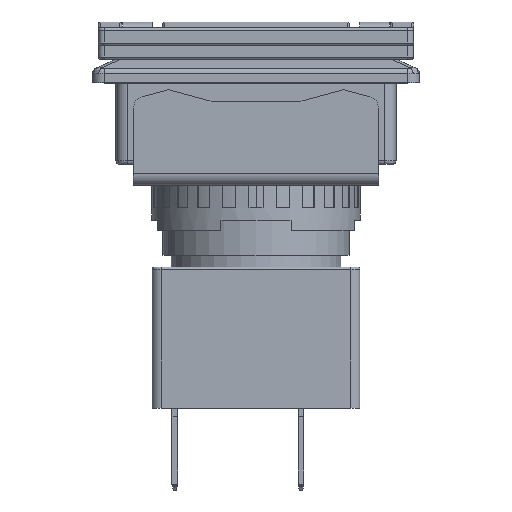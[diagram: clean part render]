
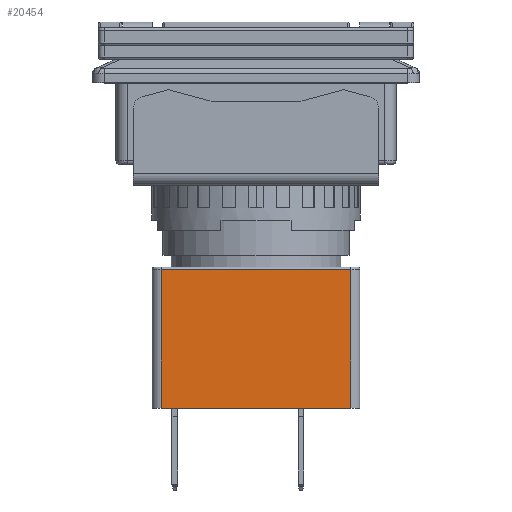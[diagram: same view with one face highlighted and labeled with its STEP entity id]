
A CAD part, front view. The second image highlights one B-rep face of the part: STEP entity #20454.
In plain terms, the highlighted planar face has unit normal (0, -1, 0).
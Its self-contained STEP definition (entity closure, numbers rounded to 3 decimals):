
#183 = VECTOR ( 'NONE', #4593, 1000. ) ;
#230 = ORIENTED_EDGE ( 'NONE', *, *, #355, .F. ) ;
#355 = EDGE_CURVE ( 'NONE', #18599, #19759, #19371, .T. ) ;
#2259 = LINE ( 'NONE', #14447, #6570 ) ;
#3025 = VECTOR ( 'NONE', #18598, 1000. ) ;
#3790 = CARTESIAN_POINT ( 'NONE',  ( -8.1, -8.9, 0. ) ) ;
#3914 = CARTESIAN_POINT ( 'NONE',  ( 8.1, -8.9, 5.95 ) ) ;
#4593 = DIRECTION ( 'NONE',  ( 1., 0., 0. ) ) ;
#4833 = LINE ( 'NONE', #11794, #3025 ) ;
#5627 = DIRECTION ( 'NONE',  ( 0., 0., 1. ) ) ;
#6137 = CARTESIAN_POINT ( 'NONE',  ( 8.1, -8.9, 11.9 ) ) ;
#6570 = VECTOR ( 'NONE', #21244, 1000. ) ;
#8365 = VERTEX_POINT ( 'NONE', #3790 ) ;
#8711 = VERTEX_POINT ( 'NONE', #10605 ) ;
#9965 = ORIENTED_EDGE ( 'NONE', *, *, #20841, .F. ) ;
#10059 = CARTESIAN_POINT ( 'NONE',  ( 8.1, -8.9, 0. ) ) ;
#10605 = CARTESIAN_POINT ( 'NONE',  ( -8.1, -8.9, 11.9 ) ) ;
#10655 = FACE_OUTER_BOUND ( 'NONE', #21323, .T. ) ;
#10876 = DIRECTION ( 'NONE',  ( 0., 0., -1. ) ) ;
#11170 = VECTOR ( 'NONE', #10876, 1000. ) ;
#11794 = CARTESIAN_POINT ( 'NONE',  ( 0., -8.9, 11.9 ) ) ;
#13243 = LINE ( 'NONE', #20038, #183 ) ;
#13450 = AXIS2_PLACEMENT_3D ( 'NONE', #14261, #21055, #5627 ) ;
#14261 = CARTESIAN_POINT ( 'NONE',  ( -8.1, -8.9, 0. ) ) ;
#14447 = CARTESIAN_POINT ( 'NONE',  ( -8.1, -8.9, 5.95 ) ) ;
#15011 = EDGE_CURVE ( 'NONE', #8711, #18599, #4833, .T. ) ;
#15424 = ORIENTED_EDGE ( 'NONE', *, *, #17928, .T. ) ;
#17491 = PLANE ( 'NONE',  #13450 ) ;
#17928 = EDGE_CURVE ( 'NONE', #8365, #19759, #13243, .T. ) ;
#18598 = DIRECTION ( 'NONE',  ( 1., 0., 0. ) ) ;
#18599 = VERTEX_POINT ( 'NONE', #6137 ) ;
#19371 = LINE ( 'NONE', #3914, #11170 ) ;
#19520 = ORIENTED_EDGE ( 'NONE', *, *, #15011, .F. ) ;
#19759 = VERTEX_POINT ( 'NONE', #10059 ) ;
#20038 = CARTESIAN_POINT ( 'NONE',  ( 0., -8.9, 0. ) ) ;
#20454 = ADVANCED_FACE ( 'NONE', ( #10655 ), #17491, .F. ) ;
#20841 = EDGE_CURVE ( 'NONE', #8365, #8711, #2259, .T. ) ;
#21055 = DIRECTION ( 'NONE',  ( 0., 1., 0. ) ) ;
#21244 = DIRECTION ( 'NONE',  ( 0., 0., 1. ) ) ;
#21323 = EDGE_LOOP ( 'NONE', ( #19520, #9965, #15424, #230 ) ) ;
